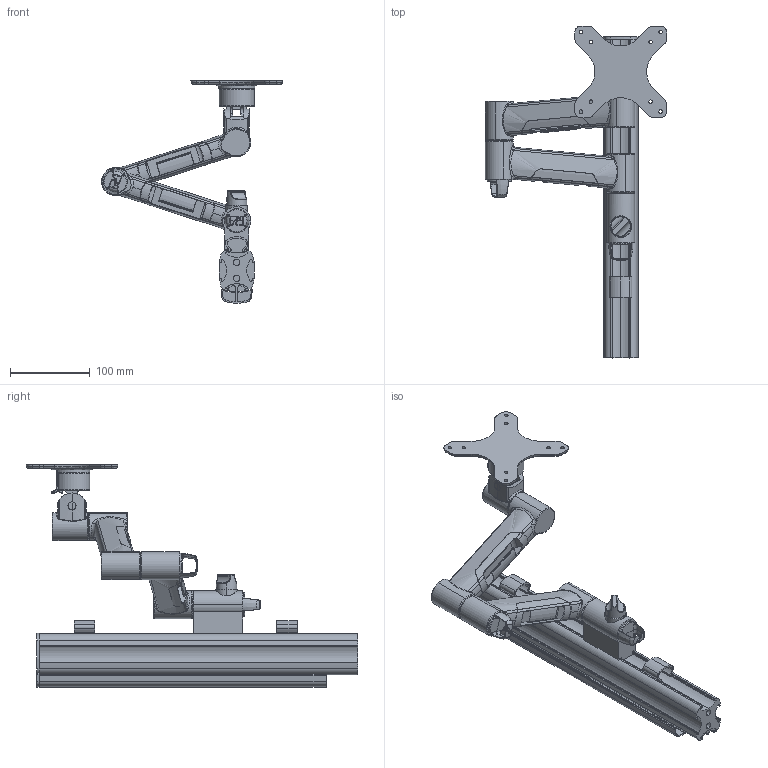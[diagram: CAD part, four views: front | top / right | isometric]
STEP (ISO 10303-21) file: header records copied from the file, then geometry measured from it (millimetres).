
FILE_DESCRIPTION (( 'STEP AP214' ), '1' );
FILE_NAME ('AWMS-4640 SIMPLIFIED.STEP', '2019-07-16T10:13:55', ( '' ), ( '' ), 'SwSTEP 2.0', 'SolidWorks 2015', '' );
FILE_SCHEMA (( 'AUTOMOTIVE_DESIGN' ));
Length unit declared in the file: inch
Products named in the file (9): SSY-057_WITHOUT CABLE MANAGEMENT; SRCA001 SIMPLIFIED; SSY-058; AWM-P40_180607A SIMPLIFIED; PCA-629 SIMPLIFIED; SNTB_SUB SIMPLIFIED; SSY-057; AWMS-4640 SIMPLIFIED; SCA-630 SIMPLIFIED
Assembly tree (8 placements, depth 2):
  AWMS-4640 SIMPLIFIED
    AWM-P40_180607A SIMPLIFIED
    SRCA001 SIMPLIFIED
    SSY-057
    SSY-057_WITHOUT CABLE MANAGEMENT
    SSY-058
    PCA-629 SIMPLIFIED
    SNTB_SUB SIMPLIFIED
    SCA-630 SIMPLIFIED
Bounding box: 227.31 x 416.23 x 279.39 mm (x, y, z)
Volume: 1267572.5 mm3; surface area: 338623.7 mm2
Topology: 19 solids, 19 shells, 878 faces, 2304 edges, 1445 vertices
Faces by surface type: cylinder 342, bspline 326, plane 154, torus 30, cone 16, sphere 10
Entity records: 47698 total; most frequent: CARTESIAN_POINT 27997, ORIENTED_EDGE 4552, DIRECTION 3353, EDGE_CURVE 2276, VERTEX_POINT 1443, AXIS2_PLACEMENT_3D 1347, EDGE_LOOP 913, ADVANCED_FACE 878
